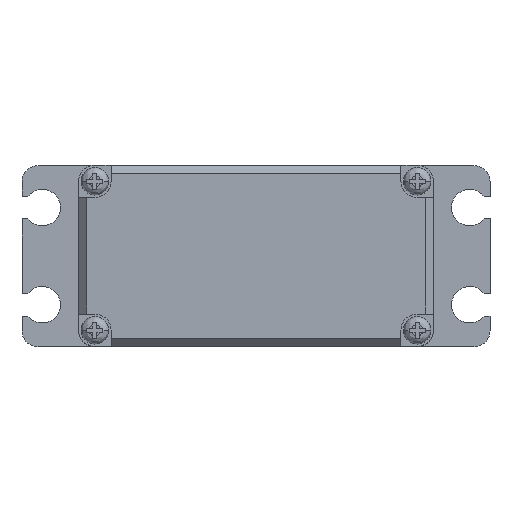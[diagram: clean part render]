
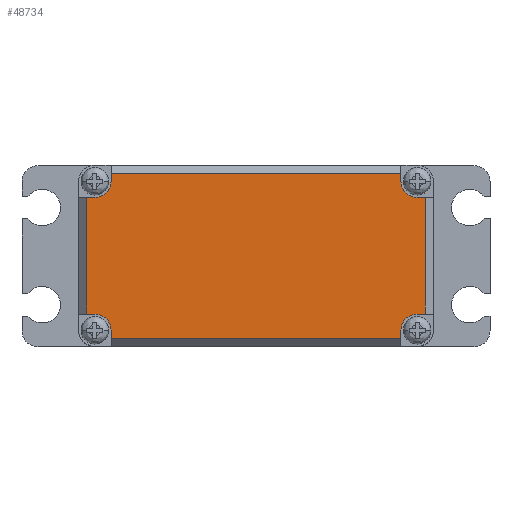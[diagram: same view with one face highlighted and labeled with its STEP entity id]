
A CAD part, top view. The second image highlights one B-rep face of the part: STEP entity #48734.
In plain terms, the highlighted face is planar.
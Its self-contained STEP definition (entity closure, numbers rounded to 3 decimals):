
#47047=DIRECTION('',(-1.,0.,0.));
#47048=VECTOR('',#47047,35.8);
#47049=CARTESIAN_POINT('',(17.9,-10.2,0.));
#47050=LINE('',#47049,#47048);
#47054=DIRECTION('',(0.,1.,0.));
#47055=VECTOR('',#47054,1.);
#47056=CARTESIAN_POINT('',(17.9,-10.2,0.));
#47057=LINE('',#47056,#47055);
#47061=DIRECTION('',(-1.,0.,0.));
#47062=VECTOR('',#47061,1.);
#47063=CARTESIAN_POINT('',(20.9,-7.2,0.));
#47064=LINE('',#47063,#47062);
#47068=DIRECTION('',(0.,-1.,0.));
#47069=VECTOR('',#47068,14.4);
#47070=CARTESIAN_POINT('',(20.9,7.2,0.));
#47071=LINE('',#47070,#47069);
#47075=DIRECTION('',(-1.,0.,0.));
#47076=VECTOR('',#47075,1.);
#47077=CARTESIAN_POINT('',(20.9,7.2,0.));
#47078=LINE('',#47077,#47076);
#47082=DIRECTION('',(0.,-1.,0.));
#47083=VECTOR('',#47082,1.);
#47084=CARTESIAN_POINT('',(17.9,10.2,0.));
#47085=LINE('',#47084,#47083);
#47089=DIRECTION('',(1.,0.,0.));
#47090=VECTOR('',#47089,35.8);
#47091=CARTESIAN_POINT('',(-17.9,10.2,0.));
#47092=LINE('',#47091,#47090);
#47096=DIRECTION('',(0.,-1.,0.));
#47097=VECTOR('',#47096,1.);
#47098=CARTESIAN_POINT('',(-17.9,10.2,0.));
#47099=LINE('',#47098,#47097);
#47103=DIRECTION('',(1.,0.,0.));
#47104=VECTOR('',#47103,1.);
#47105=CARTESIAN_POINT('',(-20.9,7.2,0.));
#47106=LINE('',#47105,#47104);
#47110=DIRECTION('',(0.,1.,0.));
#47111=VECTOR('',#47110,14.4);
#47112=CARTESIAN_POINT('',(-20.9,-7.2,0.));
#47113=LINE('',#47112,#47111);
#47117=DIRECTION('',(1.,0.,0.));
#47118=VECTOR('',#47117,1.);
#47119=CARTESIAN_POINT('',(-20.9,-7.2,0.));
#47120=LINE('',#47119,#47118);
#47124=DIRECTION('',(0.,1.,0.));
#47125=VECTOR('',#47124,1.);
#47126=CARTESIAN_POINT('',(-17.9,-10.2,0.));
#47127=LINE('',#47126,#47125);
#47145=CARTESIAN_POINT('',(-19.9,-9.2,0.));
#47146=DIRECTION('',(0.,0.,1.));
#47147=DIRECTION('',(1.,0.,0.));
#47148=AXIS2_PLACEMENT_3D('',#47145,#47146,#47147);
#47657=CARTESIAN_POINT('',(-19.9,9.2,0.));
#47658=DIRECTION('',(0.,0.,1.));
#47659=DIRECTION('',(0.,-1.,0.));
#47660=AXIS2_PLACEMENT_3D('',#47657,#47658,#47659);
#47693=CARTESIAN_POINT('',(19.9,9.2,0.));
#47694=DIRECTION('',(0.,0.,1.));
#47695=DIRECTION('',(-1.,0.,0.));
#47696=AXIS2_PLACEMENT_3D('',#47693,#47694,#47695);
#47729=CARTESIAN_POINT('',(19.9,-9.2,0.));
#47730=DIRECTION('',(0.,0.,1.));
#47731=DIRECTION('',(0.,1.,0.));
#47732=AXIS2_PLACEMENT_3D('',#47729,#47730,#47731);
#48483=CARTESIAN_POINT('',(19.9,-7.2,0.));
#48484=VERTEX_POINT('',#48483);
#48485=CARTESIAN_POINT('',(17.9,-9.2,0.));
#48486=VERTEX_POINT('',#48485);
#48491=CARTESIAN_POINT('',(17.9,9.2,0.));
#48492=VERTEX_POINT('',#48491);
#48493=CARTESIAN_POINT('',(19.9,7.2,0.));
#48494=VERTEX_POINT('',#48493);
#48499=CARTESIAN_POINT('',(-17.9,-9.2,0.));
#48500=VERTEX_POINT('',#48499);
#48501=CARTESIAN_POINT('',(-19.9,-7.2,0.));
#48502=VERTEX_POINT('',#48501);
#48507=CARTESIAN_POINT('',(-19.9,7.2,0.));
#48508=VERTEX_POINT('',#48507);
#48509=CARTESIAN_POINT('',(-17.9,9.2,0.));
#48510=VERTEX_POINT('',#48509);
#48655=CARTESIAN_POINT('',(-17.9,-10.2,0.));
#48657=VERTEX_POINT('',#48655);
#48661=CARTESIAN_POINT('',(17.9,-10.2,0.));
#48662=VERTEX_POINT('',#48661);
#48663=CARTESIAN_POINT('',(-20.9,7.2,0.));
#48665=VERTEX_POINT('',#48663);
#48669=CARTESIAN_POINT('',(-20.9,-7.2,0.));
#48670=VERTEX_POINT('',#48669);
#48671=CARTESIAN_POINT('',(17.9,10.2,0.));
#48673=VERTEX_POINT('',#48671);
#48677=CARTESIAN_POINT('',(-17.9,10.2,0.));
#48678=VERTEX_POINT('',#48677);
#48679=CARTESIAN_POINT('',(20.9,-7.2,0.));
#48681=VERTEX_POINT('',#48679);
#48685=CARTESIAN_POINT('',(20.9,7.2,0.));
#48686=VERTEX_POINT('',#48685);
#48695=CARTESIAN_POINT('',(0.,0.,0.));
#48696=DIRECTION('',(0.,0.,1.));
#48697=DIRECTION('',(1.,0.,0.));
#48698=AXIS2_PLACEMENT_3D('',#48695,#48696,#48697);
#48699=PLANE('',#48698);
#48701=ORIENTED_EDGE('',*,*,#48700,.F.);
#48703=ORIENTED_EDGE('',*,*,#48702,.T.);
#48705=ORIENTED_EDGE('',*,*,#48704,.F.);
#48707=ORIENTED_EDGE('',*,*,#48706,.F.);
#48709=ORIENTED_EDGE('',*,*,#48708,.F.);
#48711=ORIENTED_EDGE('',*,*,#48710,.T.);
#48713=ORIENTED_EDGE('',*,*,#48712,.F.);
#48715=ORIENTED_EDGE('',*,*,#48714,.F.);
#48717=ORIENTED_EDGE('',*,*,#48716,.F.);
#48719=ORIENTED_EDGE('',*,*,#48718,.T.);
#48721=ORIENTED_EDGE('',*,*,#48720,.F.);
#48723=ORIENTED_EDGE('',*,*,#48722,.F.);
#48725=ORIENTED_EDGE('',*,*,#48724,.F.);
#48727=ORIENTED_EDGE('',*,*,#48726,.T.);
#48729=ORIENTED_EDGE('',*,*,#48728,.F.);
#48731=ORIENTED_EDGE('',*,*,#48730,.F.);
#48732=EDGE_LOOP('',(#48701,#48703,#48705,#48707,#48709,#48711,#48713,#48715,
#48717,#48719,#48721,#48723,#48725,#48727,#48729,#48731));
#48733=FACE_OUTER_BOUND('',#48732,.F.);
#48734=ADVANCED_FACE('',(#48733),#48699,.F.);
#47149=CIRCLE('',#47148,2.);
#47661=CIRCLE('',#47660,2.);
#47697=CIRCLE('',#47696,2.);
#47733=CIRCLE('',#47732,2.);
#48700=EDGE_CURVE('',#48662,#48657,#47050,.T.);
#48702=EDGE_CURVE('',#48662,#48486,#47057,.T.);
#48704=EDGE_CURVE('',#48484,#48486,#47733,.T.);
#48706=EDGE_CURVE('',#48681,#48484,#47064,.T.);
#48708=EDGE_CURVE('',#48686,#48681,#47071,.T.);
#48710=EDGE_CURVE('',#48686,#48494,#47078,.T.);
#48712=EDGE_CURVE('',#48492,#48494,#47697,.T.);
#48714=EDGE_CURVE('',#48673,#48492,#47085,.T.);
#48716=EDGE_CURVE('',#48678,#48673,#47092,.T.);
#48718=EDGE_CURVE('',#48678,#48510,#47099,.T.);
#48720=EDGE_CURVE('',#48508,#48510,#47661,.T.);
#48722=EDGE_CURVE('',#48665,#48508,#47106,.T.);
#48724=EDGE_CURVE('',#48670,#48665,#47113,.T.);
#48726=EDGE_CURVE('',#48670,#48502,#47120,.T.);
#48728=EDGE_CURVE('',#48500,#48502,#47149,.T.);
#48730=EDGE_CURVE('',#48657,#48500,#47127,.T.);
